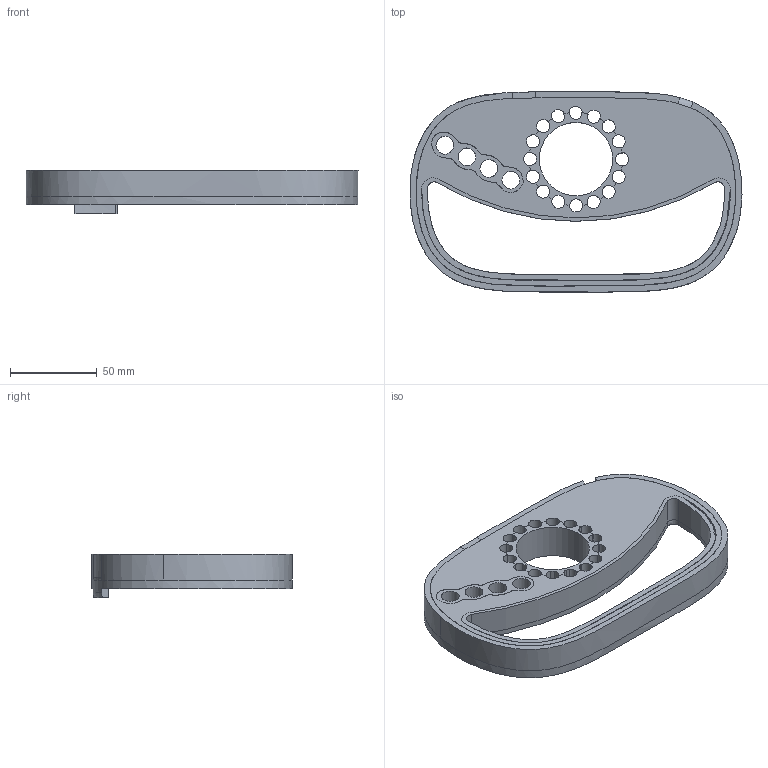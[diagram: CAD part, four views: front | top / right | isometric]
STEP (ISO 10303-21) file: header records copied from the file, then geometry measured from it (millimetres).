
FILE_DESCRIPTION(/* description */ (''),/* implementation_level */ '2;1');
FILE_NAME(/* name */ 'Stylish Belt Synth V4 Wood CNC Top Inner.step',/* time_stamp */ '2019-07-12T00:08:12-07:00',/* author */ (''),/* organization */ (''),/* preprocessor_version */ 'ST-DEVELOPER v18',/* originating_system */ 'Autodesk Translation Framework v8.2.0.1029',/* authorisation */ '');
FILE_SCHEMA (('AUTOMOTIVE_DESIGN { 1 0 10303 214 3 1 1 }'));
Length unit declared in the file: millimetre
Products named in the file (3): Front; FrontInnerCNC; Component4
Assembly tree (2 placements, depth 3):
  Front
    FrontInnerCNC
      Component4
Bounding box: 191.76 x 115.68 x 25.4 mm (x, y, z)
Volume: 277945.1 mm3; surface area: 124459.6 mm2
Topology: 5 solids, 5 shells, 408 faces, 1119 edges, 700 vertices
Faces by surface type: bspline 140, cylinder 118, plane 70, torus 44, cone 36
Full cylindrical faces by diameter (mm): 10.302 x8, 42.34 x1
Entity records: 35249 total; most frequent: CARTESIAN_POINT 25616, ORIENTED_EDGE 2230, DIRECTION 1719, EDGE_CURVE 1115, AXIS2_PLACEMENT_3D 732, VERTEX_POINT 700, CIRCLE 459, EDGE_LOOP 451
